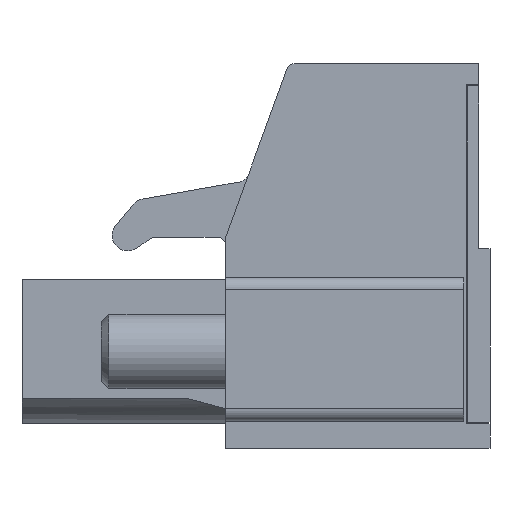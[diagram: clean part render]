
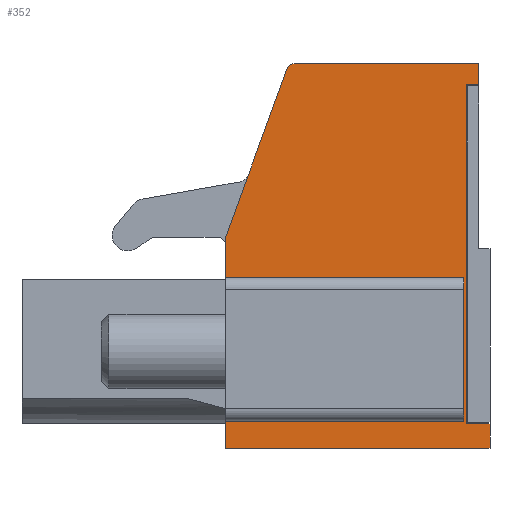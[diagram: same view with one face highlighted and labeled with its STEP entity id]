
A CAD part, front view. The second image highlights one B-rep face of the part: STEP entity #352.
In plain terms, the highlighted planar face has unit normal (0, -1, 0).
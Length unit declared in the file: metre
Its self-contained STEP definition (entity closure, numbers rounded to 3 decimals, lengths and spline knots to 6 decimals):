
#352=ADVANCED_FACE('',(#899),#900,.T.);
#899=FACE_OUTER_BOUND('',#1671,.T.);
#900=PLANE('',#1672);
#1671=EDGE_LOOP('',(#2664,#2665,#2666,#2667,#2668,#2669,#2670,#2671,#2672,#2673,#2674,#2675,#2676,#2677));
#1672=AXIS2_PLACEMENT_3D('',#2678,#2679,#2680);
#2664=ORIENTED_EDGE('',*,*,#4598,.F.);
#2665=ORIENTED_EDGE('',*,*,#4396,.T.);
#2666=ORIENTED_EDGE('',*,*,#4599,.F.);
#2667=ORIENTED_EDGE('',*,*,#4600,.F.);
#2668=ORIENTED_EDGE('',*,*,#4601,.T.);
#2669=ORIENTED_EDGE('',*,*,#4602,.F.);
#2670=ORIENTED_EDGE('',*,*,#4603,.F.);
#2671=ORIENTED_EDGE('',*,*,#4604,.F.);
#2672=ORIENTED_EDGE('',*,*,#4605,.T.);
#2673=ORIENTED_EDGE('',*,*,#4606,.F.);
#2674=ORIENTED_EDGE('',*,*,#4607,.F.);
#2675=ORIENTED_EDGE('',*,*,#4608,.F.);
#2676=ORIENTED_EDGE('',*,*,#4609,.T.);
#2677=ORIENTED_EDGE('',*,*,#4462,.F.);
#2678=CARTESIAN_POINT('',(0.027426,-0.015476,0.0011));
#2679=DIRECTION('',(0.0,-1.0,0.));
#2680=DIRECTION('',(0.0,0.,-1.0));
#4396=EDGE_CURVE('',#5211,#5216,#5218,.T.);
#4462=EDGE_CURVE('',#5331,#5333,#5334,.T.);
#4598=EDGE_CURVE('',#5211,#5331,#5570,.T.);
#4599=EDGE_CURVE('',#5571,#5216,#5572,.T.);
#4600=EDGE_CURVE('',#5573,#5571,#5574,.T.);
#4601=EDGE_CURVE('',#5573,#5575,#5576,.T.);
#4602=EDGE_CURVE('',#5577,#5575,#5578,.T.);
#4603=EDGE_CURVE('',#5579,#5577,#5580,.T.);
#4604=EDGE_CURVE('',#5581,#5579,#5582,.T.);
#4605=EDGE_CURVE('',#5581,#5583,#5584,.T.);
#4606=EDGE_CURVE('',#5585,#5583,#5586,.T.);
#4607=EDGE_CURVE('',#5587,#5585,#5588,.T.);
#4608=EDGE_CURVE('',#5589,#5587,#5590,.T.);
#4609=EDGE_CURVE('',#5589,#5333,#5591,.T.);
#5211=VERTEX_POINT('',#6402);
#5216=VERTEX_POINT('',#6409);
#5218=LINE('',#6412,#6413);
#5331=VERTEX_POINT('',#6557);
#5333=VERTEX_POINT('',#6560);
#5334=LINE('',#6561,#6562);
#5570=LINE('',#6883,#6884);
#5571=VERTEX_POINT('',#6885);
#5572=LINE('',#6886,#6887);
#5573=VERTEX_POINT('',#6888);
#5574=LINE('',#6889,#6890);
#5575=VERTEX_POINT('',#6891);
#5576=LINE('',#6892,#6893);
#5577=VERTEX_POINT('',#6894);
#5578=LINE('',#6895,#6896);
#5579=VERTEX_POINT('',#6897);
#5580=LINE('',#6898,#6899);
#5581=VERTEX_POINT('',#6900);
#5582=LINE('',#6901,#6902);
#5583=VERTEX_POINT('',#6903);
#5584=LINE('',#6904,#6905);
#5585=VERTEX_POINT('',#6906);
#5586=LINE('',#6907,#6908);
#5587=VERTEX_POINT('',#6909);
#5588=LINE('',#6910,#6911);
#5589=VERTEX_POINT('',#6912);
#5590=LINE('',#6913,#6914);
#5591=CIRCLE('',#6915,0.0003);
#6402=CARTESIAN_POINT('',(0.017276,-0.015476,-0.0066));
#6409=CARTESIAN_POINT('',(0.026876,-0.015476,-0.0066));
#6412=CARTESIAN_POINT('',(0.026276,-0.015476,-0.0066));
#6413=VECTOR('',#8020,1.0);
#6557=CARTESIAN_POINT('',(0.017276,-0.015476,-0.005));
#6560=CARTESIAN_POINT('',(0.019752,-0.015476,0.001803));
#6561=CARTESIAN_POINT('',(0.017144,-0.015476,-0.005361));
#6562=VECTOR('',#8104,1.0);
#6883=CARTESIAN_POINT('',(0.017276,-0.015476,-0.0119));
#6884=VECTOR('',#8262,1.0);
#6885=CARTESIAN_POINT('',(0.026876,-0.015476,-0.0124));
#6886=CARTESIAN_POINT('',(0.026876,-0.015476,-0.0135));
#6887=VECTOR('',#8263,1.0);
#6888=CARTESIAN_POINT('',(0.017276,-0.015476,-0.0124));
#6889=CARTESIAN_POINT('',(0.017276,-0.015476,-0.0124));
#6890=VECTOR('',#8264,1.0);
#6891=CARTESIAN_POINT('',(0.017276,-0.015476,-0.0135));
#6892=CARTESIAN_POINT('',(0.017276,-0.015476,-0.0119));
#6893=VECTOR('',#8265,1.0);
#6894=CARTESIAN_POINT('',(0.027926,-0.015476,-0.0135));
#6895=CARTESIAN_POINT('',(0.017276,-0.015476,-0.0135));
#6896=VECTOR('',#8266,1.0);
#6897=CARTESIAN_POINT('',(0.027926,-0.015476,-0.0125));
#6898=CARTESIAN_POINT('',(0.027926,-0.015476,-0.0135));
#6899=VECTOR('',#8267,1.0);
#6900=CARTESIAN_POINT('',(0.026976,-0.015476,-0.0125));
#6901=CARTESIAN_POINT('',(0.028126,-0.015476,-0.0125));
#6902=VECTOR('',#8268,1.0);
#6903=CARTESIAN_POINT('',(0.026976,-0.015476,0.00115));
#6904=CARTESIAN_POINT('',(0.026976,-0.015476,-0.0053));
#6905=VECTOR('',#8269,1.0);
#6906=CARTESIAN_POINT('',(0.027476,-0.015476,0.00115));
#6907=CARTESIAN_POINT('',(0.026926,-0.015476,0.00115));
#6908=VECTOR('',#8270,1.0);
#6909=CARTESIAN_POINT('',(0.027476,-0.015476,0.002));
#6910=CARTESIAN_POINT('',(0.027476,-0.015476,0.00084));
#6911=VECTOR('',#8271,1.0);
#6912=CARTESIAN_POINT('',(0.020034,-0.015476,0.002));
#6913=CARTESIAN_POINT('',(0.027626,-0.015476,0.002));
#6914=VECTOR('',#8272,1.0);
#6915=AXIS2_PLACEMENT_3D('',#8273,#8274,#8275);
#8020=DIRECTION('',(1.0,0.,0.));
#8104=DIRECTION('',(0.342,0.,0.94));
#8262=DIRECTION('',(0.,0.,1.0));
#8263=DIRECTION('',(0.,0.,1.0));
#8264=DIRECTION('',(1.0,0.,0.));
#8265=DIRECTION('',(0.,0.,-1.0));
#8266=DIRECTION('',(-1.0,0.,0.));
#8267=DIRECTION('',(0.,0.,-1.0));
#8268=DIRECTION('',(1.0,0.,0.));
#8269=DIRECTION('',(0.,0.,1.0));
#8270=DIRECTION('',(-1.0,0.,0.));
#8271=DIRECTION('',(0.,0.,-1.0));
#8272=DIRECTION('',(1.0,0.,0.));
#8273=CARTESIAN_POINT('',(0.020034,-0.015476,0.0017));
#8274=DIRECTION('',(0.,-1.0,0.));
#8275=DIRECTION('',(1.0,0.,0.));
